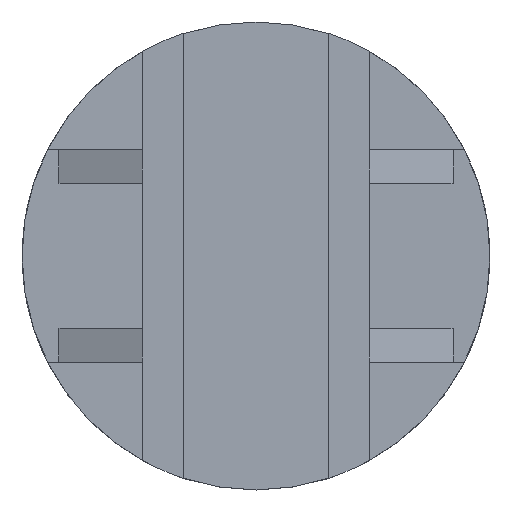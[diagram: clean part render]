
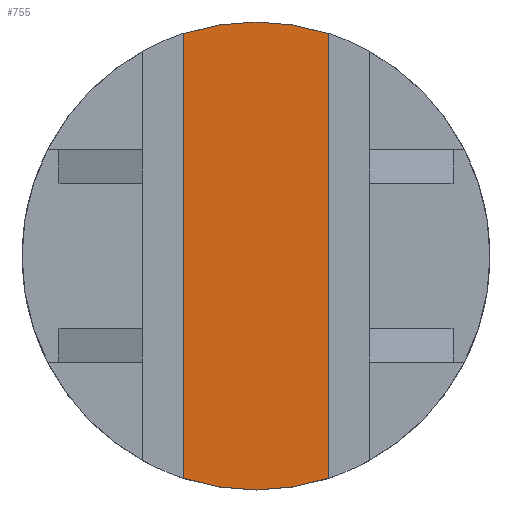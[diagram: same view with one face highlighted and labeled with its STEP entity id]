
A CAD part, top view. The second image highlights one B-rep face of the part: STEP entity #755.
In plain terms, the highlighted planar face has unit normal (0, 0, 1).
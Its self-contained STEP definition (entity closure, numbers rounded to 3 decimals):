
#52 = CARTESIAN_POINT ( 'NONE',  ( -8.903, 27.126, 0.825 ) ) ;
#97 = DIRECTION ( 'NONE',  ( 0., 1., 0. ) ) ;
#192 = CARTESIAN_POINT ( 'NONE',  ( 0., 0., 0.825 ) ) ;
#220 = FACE_OUTER_BOUND ( 'NONE', #958, .T. ) ;
#230 = ORIENTED_EDGE ( 'NONE', *, *, #1713, .T. ) ;
#330 = DIRECTION ( 'NONE',  ( 1., 0., 0. ) ) ;
#368 = AXIS2_PLACEMENT_3D ( 'NONE', #1095, #517, #1408 ) ;
#369 = PLANE ( 'NONE',  #368 ) ;
#397 = VERTEX_POINT ( 'NONE', #1290 ) ;
#435 = CARTESIAN_POINT ( 'NONE',  ( 8.903, 27.126, 0.825 ) ) ;
#467 = DIRECTION ( 'NONE',  ( 0., 0., 1. ) ) ;
#470 = CIRCLE ( 'NONE', #494, 28.55 ) ;
#487 = DIRECTION ( 'NONE',  ( 0., 0., 1. ) ) ;
#494 = AXIS2_PLACEMENT_3D ( 'NONE', #1353, #467, #1510 ) ;
#503 = EDGE_CURVE ( 'NONE', #1339, #1000, #1018, .T. ) ;
#517 = DIRECTION ( 'NONE',  ( 0., 0., 1. ) ) ;
#523 = VECTOR ( 'NONE', #590, 1000. ) ;
#590 = DIRECTION ( 'NONE',  ( 0., 1., 0. ) ) ;
#712 = AXIS2_PLACEMENT_3D ( 'NONE', #192, #487, #330 ) ;
#755 = ADVANCED_FACE ( 'NONE', ( #220 ), #369, .T. ) ;
#958 = EDGE_LOOP ( 'NONE', ( #230, #1051, #1631, #1077 ) ) ;
#972 = VECTOR ( 'NONE', #97, 1000. ) ;
#1000 = VERTEX_POINT ( 'NONE', #52 ) ;
#1018 = LINE ( 'NONE', #1470, #972 ) ;
#1051 = ORIENTED_EDGE ( 'NONE', *, *, #503, .F. ) ;
#1077 = ORIENTED_EDGE ( 'NONE', *, *, #1505, .T. ) ;
#1085 = CIRCLE ( 'NONE', #712, 28.55 ) ;
#1095 = CARTESIAN_POINT ( 'NONE',  ( 0., 0., 0.825 ) ) ;
#1116 = VERTEX_POINT ( 'NONE', #435 ) ;
#1202 = CARTESIAN_POINT ( 'NONE',  ( -8.903, -27.126, 0.825 ) ) ;
#1209 = LINE ( 'NONE', #1481, #523 ) ;
#1290 = CARTESIAN_POINT ( 'NONE',  ( 8.903, -27.126, 0.825 ) ) ;
#1293 = EDGE_CURVE ( 'NONE', #1339, #397, #470, .T. ) ;
#1339 = VERTEX_POINT ( 'NONE', #1202 ) ;
#1353 = CARTESIAN_POINT ( 'NONE',  ( 0., 0., 0.825 ) ) ;
#1408 = DIRECTION ( 'NONE',  ( 1., 0., 0. ) ) ;
#1470 = CARTESIAN_POINT ( 'NONE',  ( -8.903, 27.126, 0.825 ) ) ;
#1481 = CARTESIAN_POINT ( 'NONE',  ( 8.903, -27.126, 0.825 ) ) ;
#1505 = EDGE_CURVE ( 'NONE', #397, #1116, #1209, .T. ) ;
#1510 = DIRECTION ( 'NONE',  ( 1., 0., 0. ) ) ;
#1631 = ORIENTED_EDGE ( 'NONE', *, *, #1293, .T. ) ;
#1713 = EDGE_CURVE ( 'NONE', #1116, #1000, #1085, .T. ) ;
